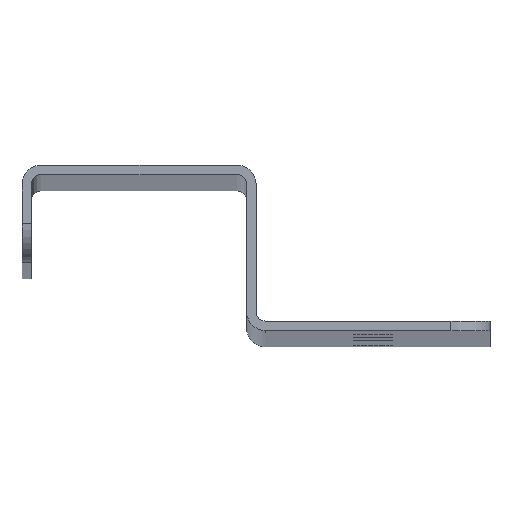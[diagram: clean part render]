
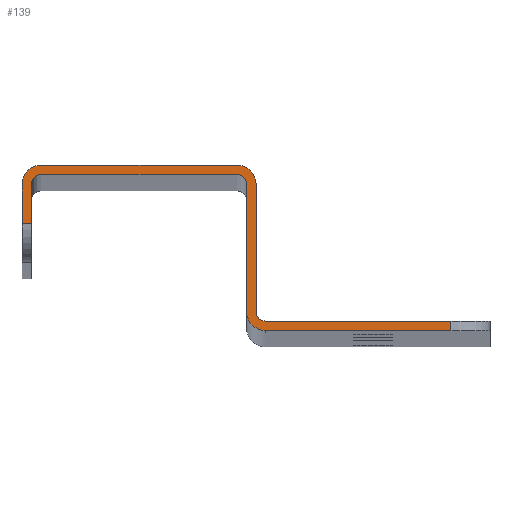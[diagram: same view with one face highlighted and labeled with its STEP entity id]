
A CAD part, top view. The second image highlights one B-rep face of the part: STEP entity #139.
In plain terms, the highlighted planar face has unit normal (0, 0, 1).
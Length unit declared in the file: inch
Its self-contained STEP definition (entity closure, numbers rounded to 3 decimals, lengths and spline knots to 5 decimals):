
#1 = DIRECTION ( 'NONE',  ( 0., 0., 1. ) ) ;
#3 = VERTEX_POINT ( 'NONE', #738 ) ;
#4 = EDGE_CURVE ( 'NONE', #237, #510, #63, .T. ) ;
#7 = CARTESIAN_POINT ( 'NONE',  ( -1.5, 0.1275, 30. ) ) ;
#9 = DIRECTION ( 'NONE',  ( 1., 0., 0. ) ) ;
#11 = VERTEX_POINT ( 'NONE', #274 ) ;
#14 = CARTESIAN_POINT ( 'NONE',  ( -0.12, 0.38, 30. ) ) ;
#15 = FACE_OUTER_BOUND ( 'NONE', #350, .T. ) ;
#19 = AXIS2_PLACEMENT_3D ( 'NONE', #952, #424, #502 ) ;
#34 = VECTOR ( 'NONE', #694, 39.37008 ) ;
#41 = CARTESIAN_POINT ( 'NONE',  ( -1.38, 0.44, 30. ) ) ;
#51 = CARTESIAN_POINT ( 'NONE',  ( -0.06, -0.5, 30. ) ) ;
#53 = CARTESIAN_POINT ( 'NONE',  ( 1.25, -0.5, 30. ) ) ;
#61 = DIRECTION ( 'NONE',  ( 1., 0., 0. ) ) ;
#63 = LINE ( 'NONE', #512, #874 ) ;
#69 = CARTESIAN_POINT ( 'NONE',  ( -1.47, 0.125, 30. ) ) ;
#72 = CIRCLE ( 'NONE', #779, 0.06 ) ;
#96 = VERTEX_POINT ( 'NONE', #503 ) ;
#101 = LINE ( 'NONE', #774, #34 ) ;
#107 = EDGE_CURVE ( 'NONE', #214, #237, #695, .T. ) ;
#108 = CARTESIAN_POINT ( 'NONE',  ( -1.38, 0.38, 30. ) ) ;
#111 = ORIENTED_EDGE ( 'NONE', *, *, #500, .T. ) ;
#123 = CARTESIAN_POINT ( 'NONE',  ( 1.25, -0.53, 30. ) ) ;
#129 = DIRECTION ( 'NONE',  ( -1., 0., 0. ) ) ;
#136 = DIRECTION ( 'NONE',  ( 1., 0., 0. ) ) ;
#137 = CARTESIAN_POINT ( 'NONE',  ( 1.5, -0.56, 30. ) ) ;
#138 = LINE ( 'NONE', #51, #492 ) ;
#139 = ADVANCED_FACE ( 'NONE', ( #15 ), #319, .F. ) ;
#140 = ORIENTED_EDGE ( 'NONE', *, *, #225, .F. ) ;
#153 = EDGE_CURVE ( 'NONE', #3, #289, #101, .T. ) ;
#162 = EDGE_CURVE ( 'NONE', #792, #825, #138, .T. ) ;
#199 = EDGE_CURVE ( 'NONE', #11, #448, #745, .T. ) ;
#203 = ORIENTED_EDGE ( 'NONE', *, *, #153, .F. ) ;
#214 = VERTEX_POINT ( 'NONE', #961 ) ;
#220 = CARTESIAN_POINT ( 'NONE',  ( -0.06, 0.38, 30. ) ) ;
#222 = DIRECTION ( 'NONE',  ( 0., -1., 0. ) ) ;
#225 = EDGE_CURVE ( 'NONE', #673, #242, #595, .T. ) ;
#233 = VECTOR ( 'NONE', #964, 39.37008 ) ;
#237 = VERTEX_POINT ( 'NONE', #41 ) ;
#238 = DIRECTION ( 'NONE',  ( 0., 0., -1. ) ) ;
#241 = DIRECTION ( 'NONE',  ( -1., 0., 0. ) ) ;
#242 = VERTEX_POINT ( 'NONE', #53 ) ;
#243 = CARTESIAN_POINT ( 'NONE',  ( 1.25, -0.56, 30. ) ) ;
#253 = VECTOR ( 'NONE', #598, 39.37008 ) ;
#254 = EDGE_CURVE ( 'NONE', #242, #924, #977, .T. ) ;
#260 = CARTESIAN_POINT ( 'NONE',  ( -1.5, 0.38, 30. ) ) ;
#268 = AXIS2_PLACEMENT_3D ( 'NONE', #910, #1, #602 ) ;
#274 = CARTESIAN_POINT ( 'NONE',  ( 0., 0.38, 30. ) ) ;
#277 = ORIENTED_EDGE ( 'NONE', *, *, #4, .T. ) ;
#289 = VERTEX_POINT ( 'NONE', #439 ) ;
#294 = LINE ( 'NONE', #69, #305 ) ;
#305 = VECTOR ( 'NONE', #129, 39.37008 ) ;
#309 = CARTESIAN_POINT ( 'NONE',  ( -1.44, 0.5, 30. ) ) ;
#316 = CIRCLE ( 'NONE', #627, 0.06 ) ;
#319 = PLANE ( 'NONE',  #442 ) ;
#324 = DIRECTION ( 'NONE',  ( -1., 0., 0. ) ) ;
#350 = EDGE_LOOP ( 'NONE', ( #140, #111, #498, #460, #203, #681, #368, #807, #824, #560, #277, #709, #982, #351, #881, #613 ) ) ;
#351 = ORIENTED_EDGE ( 'NONE', *, *, #894, .F. ) ;
#352 = CARTESIAN_POINT ( 'NONE',  ( 0.78, -0.5, 30. ) ) ;
#355 = CARTESIAN_POINT ( 'NONE',  ( 0., -0.03, 30. ) ) ;
#363 = VECTOR ( 'NONE', #61, 39.37008 ) ;
#367 = CARTESIAN_POINT ( 'NONE',  ( -0.06, -0.44, 30. ) ) ;
#368 = ORIENTED_EDGE ( 'NONE', *, *, #393, .F. ) ;
#390 = CARTESIAN_POINT ( 'NONE',  ( 0.06, -0.44, 30. ) ) ;
#393 = EDGE_CURVE ( 'NONE', #96, #505, #629, .T. ) ;
#420 = DIRECTION ( 'NONE',  ( -1., 0., 0. ) ) ;
#424 = DIRECTION ( 'NONE',  ( 0., 0., 1. ) ) ;
#426 = EDGE_CURVE ( 'NONE', #510, #792, #72, .T. ) ;
#433 = VERTEX_POINT ( 'NONE', #777 ) ;
#439 = CARTESIAN_POINT ( 'NONE',  ( -0.12, 0.5, 30. ) ) ;
#441 = LINE ( 'NONE', #137, #253 ) ;
#442 = AXIS2_PLACEMENT_3D ( 'NONE', #846, #238, #324 ) ;
#448 = VERTEX_POINT ( 'NONE', #873 ) ;
#460 = ORIENTED_EDGE ( 'NONE', *, *, #550, .T. ) ;
#469 = VECTOR ( 'NONE', #549, 39.37008 ) ;
#478 = DIRECTION ( 'NONE',  ( 0., 0., -1. ) ) ;
#492 = VECTOR ( 'NONE', #815, 39.37008 ) ;
#498 = ORIENTED_EDGE ( 'NONE', *, *, #199, .F. ) ;
#500 = EDGE_CURVE ( 'NONE', #673, #448, #316, .T. ) ;
#502 = DIRECTION ( 'NONE',  ( -1., 0., 0. ) ) ;
#503 = CARTESIAN_POINT ( 'NONE',  ( -1.5, 0.125, 30. ) ) ;
#505 = VERTEX_POINT ( 'NONE', #260 ) ;
#510 = VERTEX_POINT ( 'NONE', #940 ) ;
#512 = CARTESIAN_POINT ( 'NONE',  ( 0., 0.44, 30. ) ) ;
#513 = LINE ( 'NONE', #309, #858 ) ;
#520 = CIRCLE ( 'NONE', #766, 0.12 ) ;
#549 = DIRECTION ( 'NONE',  ( 0., 1., 0. ) ) ;
#550 = EDGE_CURVE ( 'NONE', #11, #289, #750, .T. ) ;
#560 = ORIENTED_EDGE ( 'NONE', *, *, #107, .T. ) ;
#565 = AXIS2_PLACEMENT_3D ( 'NONE', #108, #725, #420 ) ;
#595 = LINE ( 'NONE', #352, #363 ) ;
#598 = DIRECTION ( 'NONE',  ( 1., 0., 0. ) ) ;
#602 = DIRECTION ( 'NONE',  ( -1., 0., 0. ) ) ;
#609 = DIRECTION ( 'NONE',  ( 0., 1., 0. ) ) ;
#613 = ORIENTED_EDGE ( 'NONE', *, *, #254, .F. ) ;
#627 = AXIS2_PLACEMENT_3D ( 'NONE', #854, #478, #633 ) ;
#629 = LINE ( 'NONE', #7, #469 ) ;
#633 = DIRECTION ( 'NONE',  ( 1., 0., 0. ) ) ;
#642 = CARTESIAN_POINT ( 'NONE',  ( 0.06, -0.5, 30. ) ) ;
#673 = VERTEX_POINT ( 'NONE', #642 ) ;
#680 = VECTOR ( 'NONE', #222, 39.37008 ) ;
#681 = ORIENTED_EDGE ( 'NONE', *, *, #704, .T. ) ;
#685 = VERTEX_POINT ( 'NONE', #956 ) ;
#694 = DIRECTION ( 'NONE',  ( 1., 0., 0. ) ) ;
#695 = CIRCLE ( 'NONE', #565, 0.06 ) ;
#704 = EDGE_CURVE ( 'NONE', #3, #505, #971, .T. ) ;
#709 = ORIENTED_EDGE ( 'NONE', *, *, #426, .T. ) ;
#725 = DIRECTION ( 'NONE',  ( 0., 0., -1. ) ) ;
#738 = CARTESIAN_POINT ( 'NONE',  ( -1.38, 0.5, 30. ) ) ;
#745 = LINE ( 'NONE', #355, #233 ) ;
#750 = CIRCLE ( 'NONE', #19, 0.12 ) ;
#757 = DIRECTION ( 'NONE',  ( 0., 0., -1. ) ) ;
#766 = AXIS2_PLACEMENT_3D ( 'NONE', #390, #860, #9 ) ;
#774 = CARTESIAN_POINT ( 'NONE',  ( -0.75, 0.5, 30. ) ) ;
#777 = CARTESIAN_POINT ( 'NONE',  ( -1.44, 0.125, 30. ) ) ;
#779 = AXIS2_PLACEMENT_3D ( 'NONE', #14, #757, #241 ) ;
#792 = VERTEX_POINT ( 'NONE', #220 ) ;
#807 = ORIENTED_EDGE ( 'NONE', *, *, #833, .F. ) ;
#815 = DIRECTION ( 'NONE',  ( 0., -1., 0. ) ) ;
#824 = ORIENTED_EDGE ( 'NONE', *, *, #844, .T. ) ;
#825 = VERTEX_POINT ( 'NONE', #367 ) ;
#833 = EDGE_CURVE ( 'NONE', #433, #96, #294, .T. ) ;
#844 = EDGE_CURVE ( 'NONE', #433, #214, #513, .T. ) ;
#846 = CARTESIAN_POINT ( 'NONE',  ( 0.78, -0.53, 30. ) ) ;
#849 = EDGE_CURVE ( 'NONE', #685, #924, #441, .T. ) ;
#854 = CARTESIAN_POINT ( 'NONE',  ( 0.06, -0.44, 30. ) ) ;
#858 = VECTOR ( 'NONE', #609, 39.37008 ) ;
#860 = DIRECTION ( 'NONE',  ( 0., 0., -1. ) ) ;
#873 = CARTESIAN_POINT ( 'NONE',  ( 0., -0.44, 30. ) ) ;
#874 = VECTOR ( 'NONE', #136, 39.37008 ) ;
#881 = ORIENTED_EDGE ( 'NONE', *, *, #849, .T. ) ;
#894 = EDGE_CURVE ( 'NONE', #685, #825, #520, .T. ) ;
#910 = CARTESIAN_POINT ( 'NONE',  ( -1.38, 0.38, 30. ) ) ;
#924 = VERTEX_POINT ( 'NONE', #243 ) ;
#940 = CARTESIAN_POINT ( 'NONE',  ( -0.12, 0.44, 30. ) ) ;
#952 = CARTESIAN_POINT ( 'NONE',  ( -0.12, 0.38, 30. ) ) ;
#956 = CARTESIAN_POINT ( 'NONE',  ( 0.06, -0.56, 30. ) ) ;
#961 = CARTESIAN_POINT ( 'NONE',  ( -1.44, 0.38, 30. ) ) ;
#964 = DIRECTION ( 'NONE',  ( 0., -1., 0. ) ) ;
#971 = CIRCLE ( 'NONE', #268, 0.12 ) ;
#977 = LINE ( 'NONE', #123, #680 ) ;
#982 = ORIENTED_EDGE ( 'NONE', *, *, #162, .T. ) ;
